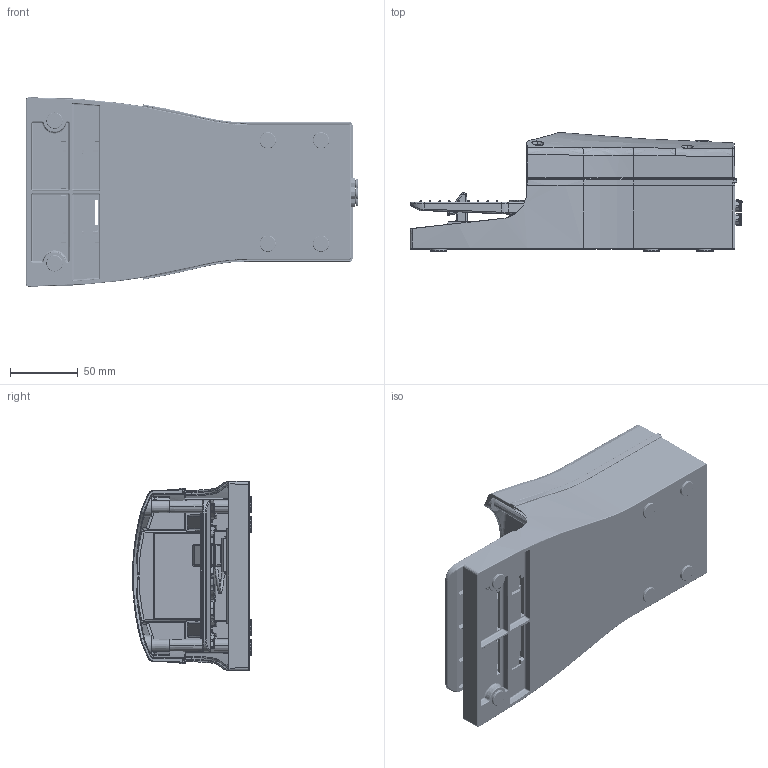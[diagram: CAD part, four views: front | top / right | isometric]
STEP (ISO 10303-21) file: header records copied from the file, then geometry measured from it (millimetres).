
FILE_DESCRIPTION(( 'PEDS 504 B.STEP' ), '1');
FILE_NAME( 'PEDS 504 B.STEP', '2019-03-04T12:06:06',( 'Sopra'),('sopra-pneumatic.com'), 'SwSTEP 2.0','SolidWorks 2009','' );
FILE_SCHEMA (( 'AUTOMOTIVE_DESIGN' ));
Length unit declared in the file: millimetre
Products named in the file (1): 8_320_4n
Bounding box: 244.2 x 87.47 x 139.42 mm (x, y, z)
Volume: 520223.6 mm3; surface area: 245287.2 mm2
Topology: 10 solids, 11 shells, 4344 faces, 10776 edges, 6321 vertices
Faces by surface type: cylinder 1514, plane 1009, bspline 907, cone 555, torus 220, sphere 139
Entity records: 246569 total; most frequent: CARTESIAN_POINT 104765, ORIENTED_EDGE 21188, DIRECTION 18030, EDGE_CURVE 10594, AXIS2_PLACEMENT_3D 7053, VERTEX_POINT 6321, EDGE_LOOP 4457, UNCERTAINTY_MEASURE_WITH_UNIT 4356
